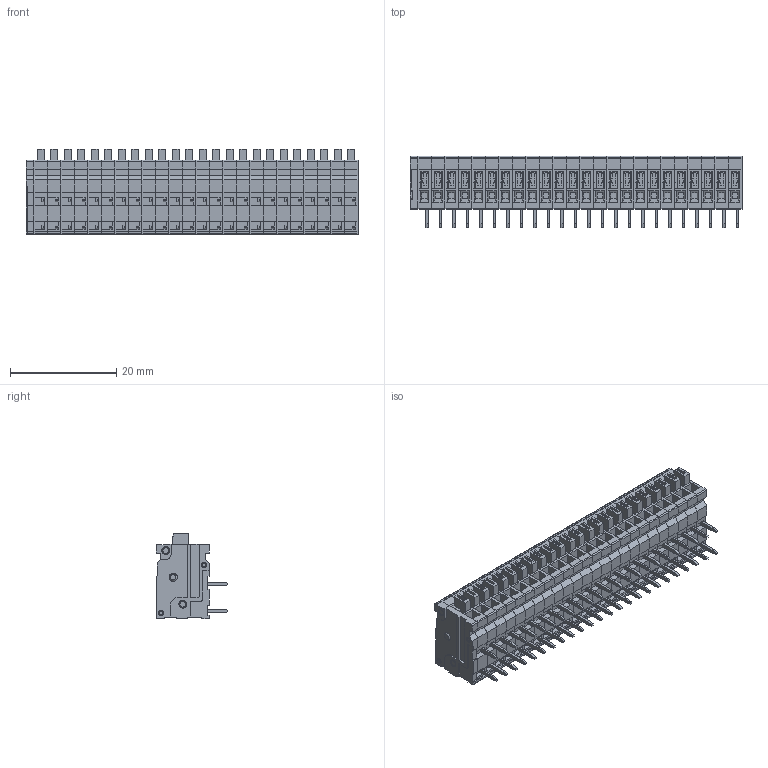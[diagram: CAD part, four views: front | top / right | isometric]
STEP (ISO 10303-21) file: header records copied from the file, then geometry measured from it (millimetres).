
FILE_DESCRIPTION (( 'STEP AP214' ), '1' );
FILE_NAME ('CUI_DEVICES_TBL009-254-24BE-2BE.step', '2019-11-28T04:33:57', ( '' ), ( '' ), 'SwSTEP 2.0', 'SolidWorks 2019', '' );
FILE_SCHEMA (( 'AUTOMOTIVE_DESIGN' ));
Length unit declared in the file: millimetre
Products named in the file (4): CUI_DEVICES_TBL009-254-24BE-2BE; TBL009-254 - BODY_Blue; TBL009-254 - PUSH BUTTON_Blue; TBL009-254 - END CAP_Blue
Assembly tree (49 placements, depth 2):
  CUI_DEVICES_TBL009-254-24BE-2BE
    TBL009-254 - END CAP_Blue
    TBL009-254 - BODY_Blue  x24
    TBL009-254 - PUSH BUTTON_Blue  x24
Bounding box: 62.46 x 13.5 x 16.05 mm (x, y, z)
Volume: 7644.6 mm3; surface area: 13605.1 mm2
Topology: 49 solids, 49 shells, 4195 faces, 11047 edges, 7123 vertices
Faces by surface type: plane 2937, cylinder 768, cone 250, torus 240
Entity records: 11526 total; most frequent: CARTESIAN_POINT 1603, DIRECTION 1424, ORIENTED_EDGE 1394, EDGE_CURVE 697, LINE 524, VECTOR 524, VERTEX_POINT 453, AXIS2_PLACEMENT_3D 450
